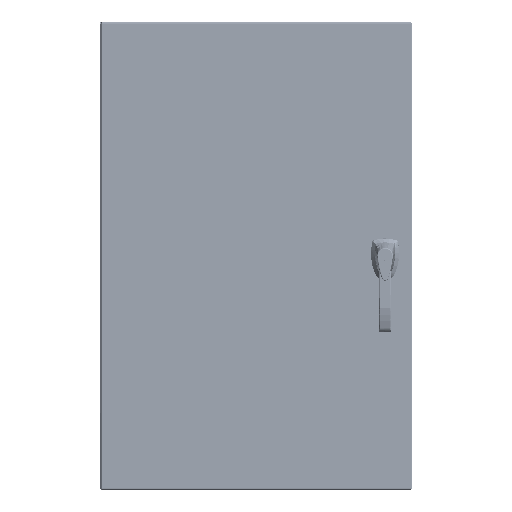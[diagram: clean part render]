
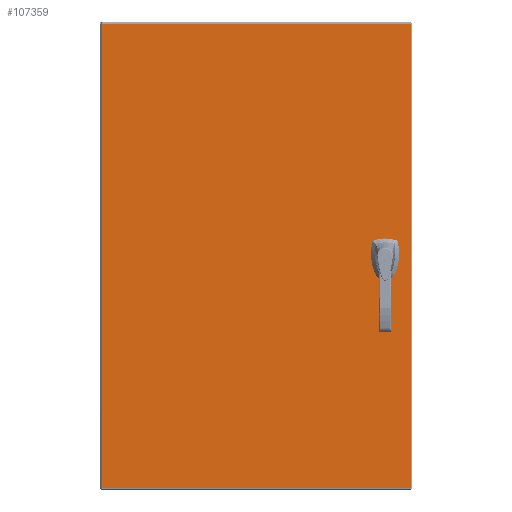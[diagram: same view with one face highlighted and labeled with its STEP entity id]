
A CAD part, front view. The second image highlights one B-rep face of the part: STEP entity #107359.
In plain terms, the highlighted planar face has unit normal (0, -1, 0).
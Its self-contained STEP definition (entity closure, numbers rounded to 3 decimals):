
#927 = DIRECTION ( 'NONE',  ( 1., 0., 0. ) ) ;
#9754 = CARTESIAN_POINT ( 'NONE',  ( 9.927, -25.02, -1.504 ) ) ;
#11778 = VECTOR ( 'NONE', #927, 39.37 ) ;
#11852 = CARTESIAN_POINT ( 'NONE',  ( 9.729, -25.02, 0.396 ) ) ;
#11916 = DIRECTION ( 'NONE',  ( 0., 1., 0. ) ) ;
#13439 = ORIENTED_EDGE ( 'NONE', *, *, #138745, .T. ) ;
#13537 = EDGE_LOOP ( 'NONE', ( #138094 ) ) ;
#17005 = ORIENTED_EDGE ( 'NONE', *, *, #179989, .F. ) ;
#18305 = ORIENTED_EDGE ( 'NONE', *, *, #71227, .T. ) ;
#20273 = AXIS2_PLACEMENT_3D ( 'NONE', #145489, #174391, #176361 ) ;
#22713 = AXIS2_PLACEMENT_3D ( 'NONE', #87645, #11916, #133534 ) ;
#23384 = CIRCLE ( 'NONE', #20273, 0.443 ) ;
#24839 = CARTESIAN_POINT ( 'NONE',  ( -11.816, -25.02, -17.876 ) ) ;
#29031 = DIRECTION ( 'NONE',  ( 0., -1., 0. ) ) ;
#30185 = VERTEX_POINT ( 'NONE', #111140 ) ;
#32092 = DIRECTION ( 'NONE',  ( 0., 1., 0. ) ) ;
#34745 = ORIENTED_EDGE ( 'NONE', *, *, #165599, .T. ) ;
#37608 = CARTESIAN_POINT ( 'NONE',  ( 10.125, -25.02, -0.395 ) ) ;
#38932 = DIRECTION ( 'NONE',  ( 0., 1., 0. ) ) ;
#40804 = CARTESIAN_POINT ( 'NONE',  ( 10.322, -25.02, 0.199 ) ) ;
#40899 = LINE ( 'NONE', #130680, #195982 ) ;
#47701 = EDGE_CURVE ( 'NONE', #30185, #189893, #120792, .T. ) ;
#47801 = VERTEX_POINT ( 'NONE', #102869 ) ;
#48695 = DIRECTION ( 'NONE',  ( 0., 0., -1. ) ) ;
#53595 = LINE ( 'NONE', #37608, #134481 ) ;
#58819 = CARTESIAN_POINT ( 'NONE',  ( 9.729, -25.02, 0.396 ) ) ;
#58851 = EDGE_CURVE ( 'NONE', #190238, #190238, #178759, .T. ) ;
#60904 = EDGE_LOOP ( 'NONE', ( #168979, #112825, #17005, #34745, #110994, #137700, #176467, #148999 ) ) ;
#62547 = ORIENTED_EDGE ( 'NONE', *, *, #77682, .T. ) ;
#68748 = LINE ( 'NONE', #11852, #93334 ) ;
#71227 = EDGE_CURVE ( 'NONE', #189893, #92414, #116573, .T. ) ;
#71442 = EDGE_CURVE ( 'NONE', #81196, #120454, #68748, .T. ) ;
#71974 = DIRECTION ( 'NONE',  ( -1., 0., 0. ) ) ;
#74347 = DIRECTION ( 'NONE',  ( 0., 0., 1. ) ) ;
#75349 = DIRECTION ( 'NONE',  ( 0., 0., -1. ) ) ;
#75594 = DIRECTION ( 'NONE',  ( -1., 0., 0. ) ) ;
#76963 = CARTESIAN_POINT ( 'NONE',  ( 9.927, -25.02, -1.337 ) ) ;
#77306 = LINE ( 'NONE', #122203, #152041 ) ;
#77682 = EDGE_CURVE ( 'NONE', #92414, #146211, #197300, .T. ) ;
#77933 = DIRECTION ( 'NONE',  ( 0., 0., -1. ) ) ;
#79964 = CIRCLE ( 'NONE', #130941, 0.443 ) ;
#81196 = VERTEX_POINT ( 'NONE', #103553 ) ;
#82403 = CARTESIAN_POINT ( 'NONE',  ( 10.125, -25.02, -0.395 ) ) ;
#84788 = DIRECTION ( 'NONE',  ( 0., 0., 1. ) ) ;
#87645 = CARTESIAN_POINT ( 'NONE',  ( 9.927, -25.02, 0.001 ) ) ;
#88488 = CARTESIAN_POINT ( 'NONE',  ( 11.891, -25.02, -17.876 ) ) ;
#88854 = CARTESIAN_POINT ( 'NONE',  ( 9.531, -25.02, -0.198 ) ) ;
#92414 = VERTEX_POINT ( 'NONE', #110709 ) ;
#93334 = VECTOR ( 'NONE', #75594, 39.37 ) ;
#95805 = DIRECTION ( 'NONE',  ( 0., 0., -1. ) ) ;
#99419 = DIRECTION ( 'NONE',  ( 1., 0., 0. ) ) ;
#100278 = CARTESIAN_POINT ( 'NONE',  ( 10.322, -25.02, -0.198 ) ) ;
#101002 = ORIENTED_EDGE ( 'NONE', *, *, #47701, .T. ) ;
#102748 = AXIS2_PLACEMENT_3D ( 'NONE', #152625, #29031, #149668 ) ;
#102869 = CARTESIAN_POINT ( 'NONE',  ( 9.729, -25.02, -0.395 ) ) ;
#102872 = VERTEX_POINT ( 'NONE', #108626 ) ;
#103553 = CARTESIAN_POINT ( 'NONE',  ( 10.125, -25.02, 0.396 ) ) ;
#103854 = CARTESIAN_POINT ( 'NONE',  ( -11.816, -25.02, 17.877 ) ) ;
#104011 = CIRCLE ( 'NONE', #177141, 0.443 ) ;
#107359 = ADVANCED_FACE ( 'NONE', ( #151645, #136699, #119778 ), #182561, .T. ) ;
#108626 = CARTESIAN_POINT ( 'NONE',  ( 9.531, -25.02, 0.199 ) ) ;
#108673 = CIRCLE ( 'NONE', #22713, 0.443 ) ;
#110525 = CARTESIAN_POINT ( 'NONE',  ( -11.816, -25.02, 17.877 ) ) ;
#110709 = CARTESIAN_POINT ( 'NONE',  ( -11.816, -25.02, -17.876 ) ) ;
#110994 = ORIENTED_EDGE ( 'NONE', *, *, #71442, .F. ) ;
#111140 = CARTESIAN_POINT ( 'NONE',  ( 11.891, -25.02, 17.877 ) ) ;
#112420 = LINE ( 'NONE', #144310, #131283 ) ;
#112825 = ORIENTED_EDGE ( 'NONE', *, *, #194219, .T. ) ;
#115391 = EDGE_CURVE ( 'NONE', #158071, #150363, #104011, .T. ) ;
#116573 = LINE ( 'NONE', #24839, #166452 ) ;
#119778 = FACE_BOUND ( 'NONE', #13537, .T. ) ;
#120454 = VERTEX_POINT ( 'NONE', #58819 ) ;
#120792 = LINE ( 'NONE', #103854, #146457 ) ;
#122203 = CARTESIAN_POINT ( 'NONE',  ( 11.891, -25.02, -17.876 ) ) ;
#124937 = EDGE_CURVE ( 'NONE', #81196, #177178, #79964, .T. ) ;
#126186 = EDGE_CURVE ( 'NONE', #47801, #150363, #53595, .T. ) ;
#128611 = DIRECTION ( 'NONE',  ( 0., 0., -1. ) ) ;
#130680 = CARTESIAN_POINT ( 'NONE',  ( 10.322, -25.02, 0.199 ) ) ;
#130941 = AXIS2_PLACEMENT_3D ( 'NONE', #166050, #154072, #75349 ) ;
#131283 = VECTOR ( 'NONE', #48695, 39.37 ) ;
#133534 = DIRECTION ( 'NONE',  ( 0., 0., -1. ) ) ;
#134481 = VECTOR ( 'NONE', #99419, 39.37 ) ;
#136699 = FACE_OUTER_BOUND ( 'NONE', #169246, .T. ) ;
#137700 = ORIENTED_EDGE ( 'NONE', *, *, #124937, .T. ) ;
#138094 = ORIENTED_EDGE ( 'NONE', *, *, #58851, .T. ) ;
#138745 = EDGE_CURVE ( 'NONE', #146211, #30185, #77306, .T. ) ;
#144310 = CARTESIAN_POINT ( 'NONE',  ( 9.531, -25.02, -0.198 ) ) ;
#145489 = CARTESIAN_POINT ( 'NONE',  ( 9.927, -25.02, 0.001 ) ) ;
#145650 = VERTEX_POINT ( 'NONE', #88854 ) ;
#146211 = VERTEX_POINT ( 'NONE', #88488 ) ;
#146457 = VECTOR ( 'NONE', #71974, 39.37 ) ;
#148999 = ORIENTED_EDGE ( 'NONE', *, *, #115391, .T. ) ;
#149668 = DIRECTION ( 'NONE',  ( 0., 0., -1. ) ) ;
#150363 = VERTEX_POINT ( 'NONE', #82403 ) ;
#151645 = FACE_BOUND ( 'NONE', #60904, .T. ) ;
#152041 = VECTOR ( 'NONE', #74347, 39.37 ) ;
#152625 = CARTESIAN_POINT ( 'NONE',  ( -11.816, -25.02, -17.876 ) ) ;
#154072 = DIRECTION ( 'NONE',  ( 0., 1., 0. ) ) ;
#156625 = CARTESIAN_POINT ( 'NONE',  ( 9.927, -25.02, 0.001 ) ) ;
#158071 = VERTEX_POINT ( 'NONE', #100278 ) ;
#165599 = EDGE_CURVE ( 'NONE', #102872, #120454, #23384, .T. ) ;
#166050 = CARTESIAN_POINT ( 'NONE',  ( 9.927, -25.02, 0.001 ) ) ;
#166452 = VECTOR ( 'NONE', #128611, 39.37 ) ;
#168979 = ORIENTED_EDGE ( 'NONE', *, *, #126186, .F. ) ;
#169219 = AXIS2_PLACEMENT_3D ( 'NONE', #76963, #32092, #77933 ) ;
#169246 = EDGE_LOOP ( 'NONE', ( #13439, #101002, #18305, #62547 ) ) ;
#174391 = DIRECTION ( 'NONE',  ( 0., 1., 0. ) ) ;
#176361 = DIRECTION ( 'NONE',  ( 0., 0., -1. ) ) ;
#176467 = ORIENTED_EDGE ( 'NONE', *, *, #187049, .F. ) ;
#177141 = AXIS2_PLACEMENT_3D ( 'NONE', #156625, #38932, #95805 ) ;
#177178 = VERTEX_POINT ( 'NONE', #40804 ) ;
#178759 = CIRCLE ( 'NONE', #169219, 0.167 ) ;
#179989 = EDGE_CURVE ( 'NONE', #102872, #145650, #112420, .T. ) ;
#182356 = CARTESIAN_POINT ( 'NONE',  ( -11.816, -25.02, -17.876 ) ) ;
#182561 = PLANE ( 'NONE',  #102748 ) ;
#187049 = EDGE_CURVE ( 'NONE', #158071, #177178, #40899, .T. ) ;
#189893 = VERTEX_POINT ( 'NONE', #110525 ) ;
#190238 = VERTEX_POINT ( 'NONE', #9754 ) ;
#194219 = EDGE_CURVE ( 'NONE', #47801, #145650, #108673, .T. ) ;
#195982 = VECTOR ( 'NONE', #84788, 39.37 ) ;
#197300 = LINE ( 'NONE', #182356, #11778 ) ;
